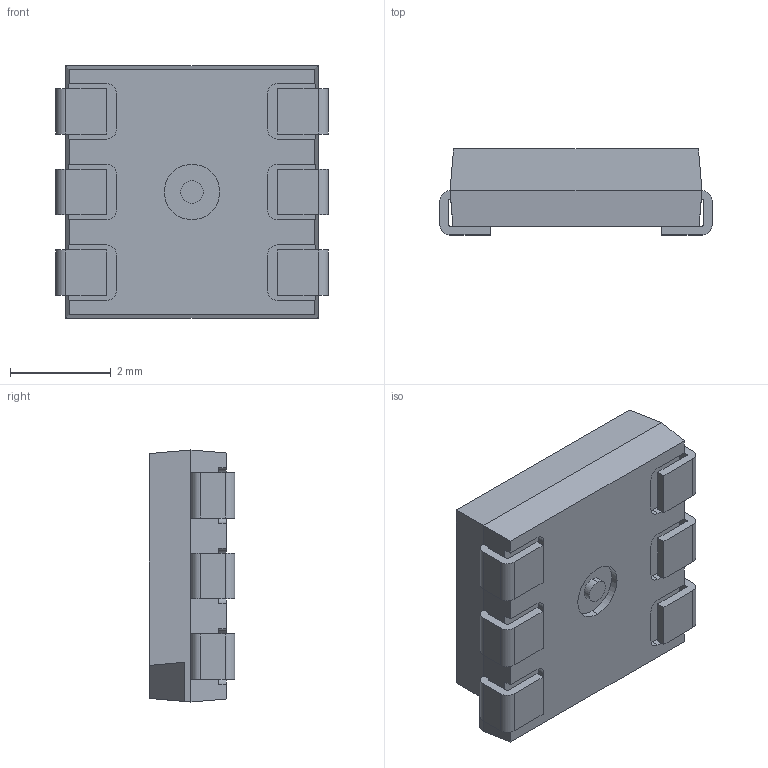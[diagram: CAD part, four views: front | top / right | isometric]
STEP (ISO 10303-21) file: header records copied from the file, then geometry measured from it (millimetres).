
FILE_DESCRIPTION (( 'STEP AP214' ), '1' );
FILE_NAME ('WS2815.STEP', '2024-01-05T05:07:00', ( '' ), ( '' ), 'SwSTEP 2.0', 'SolidWorks 2021', '' );
FILE_SCHEMA (( 'AUTOMOTIVE_DESIGN' ));
Length unit declared in the file: millimetre
Products named in the file (1): WS2815
Bounding box: 5.4 x 1.7 x 5 mm (x, y, z)
Volume: 37.5 mm3; surface area: 141.5 mm2
Topology: 8 solids, 8 shells, 145 faces, 374 edges, 248 vertices
Faces by surface type: plane 101, cylinder 40, cone 4
Entity records: 4501 total; most frequent: CARTESIAN_POINT 768, DIRECTION 754, ORIENTED_EDGE 748, EDGE_CURVE 374, LINE 286, VECTOR 286, VERTEX_POINT 248, AXIS2_PLACEMENT_3D 234
